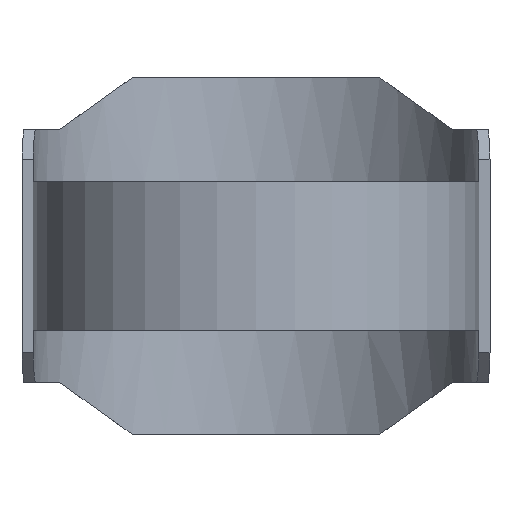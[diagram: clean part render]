
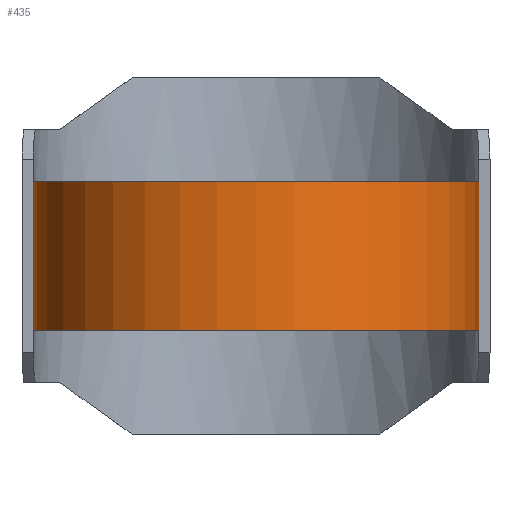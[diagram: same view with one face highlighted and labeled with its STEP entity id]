
A CAD part, front view. The second image highlights one B-rep face of the part: STEP entity #435.
In plain terms, the highlighted cylindrical face has radius 90 mm (diameter 180 mm), a partial arc.
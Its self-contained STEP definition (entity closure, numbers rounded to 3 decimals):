
#207 = VERTEX_POINT( '', #555 );
#305 = EDGE_CURVE( '', #427, #471, #660, .T. );
#395 = EDGE_CURVE( '', #427, #207, #763, .T. );
#427 = VERTEX_POINT( '', #798 );
#435 = ADVANCED_FACE( '', ( #806 ), #807, .T. );
#471 = VERTEX_POINT( '', #848 );
#489 = VERTEX_POINT( '', #869 );
#495 = EDGE_CURVE( '', #207, #489, #876, .T. );
#513 = EDGE_CURVE( '', #489, #471, #895, .T. );
#555 = CARTESIAN_POINT( '', ( -90., 0., -30. ) );
#660 = CIRCLE( '', #1242, 90. );
#763 = LINE( '', #1401, #1402 );
#798 = CARTESIAN_POINT( '', ( -90., 0., 30. ) );
#806 = FACE_OUTER_BOUND( '', #1461, .T. );
#807 = CYLINDRICAL_SURFACE( '', #1462, 90. );
#848 = CARTESIAN_POINT( '', ( 90., 0., 30. ) );
#869 = CARTESIAN_POINT( '', ( 90., 0., -30. ) );
#876 = CIRCLE( '', #1548, 90. );
#895 = LINE( '', #1575, #1576 );
#1242 = AXIS2_PLACEMENT_3D( '', #1705, #1706, #1707 );
#1401 = CARTESIAN_POINT( '', ( -90., 0., 0. ) );
#1402 = VECTOR( '', #1840, 1. );
#1461 = EDGE_LOOP( '', ( #1890, #1891, #1892, #1893 ) );
#1462 = AXIS2_PLACEMENT_3D( '', #1894, #1895, #1896 );
#1548 = AXIS2_PLACEMENT_3D( '', #2001, #2002, #2003 );
#1575 = CARTESIAN_POINT( '', ( 90., 0., 0. ) );
#1576 = VECTOR( '', #2028, 1. );
#1705 = CARTESIAN_POINT( '', ( 0., 0., 30. ) );
#1706 = DIRECTION( '', ( 0., 0., 1. ) );
#1707 = DIRECTION( '', ( 1., 0., 0. ) );
#1840 = DIRECTION( '', ( 0., 0., -1. ) );
#1890 = ORIENTED_EDGE( '', *, *, #513, .T. );
#1891 = ORIENTED_EDGE( '', *, *, #305, .F. );
#1892 = ORIENTED_EDGE( '', *, *, #395, .T. );
#1893 = ORIENTED_EDGE( '', *, *, #495, .T. );
#1894 = CARTESIAN_POINT( '', ( 0., 0., 30. ) );
#1895 = DIRECTION( '', ( 0., 0., 1. ) );
#1896 = DIRECTION( '', ( 1., 0., 0. ) );
#2001 = CARTESIAN_POINT( '', ( 0., 0., -30. ) );
#2002 = DIRECTION( '', ( 0., 0., 1. ) );
#2003 = DIRECTION( '', ( 1., 0., 0. ) );
#2028 = DIRECTION( '', ( 0., 0., 1. ) );
